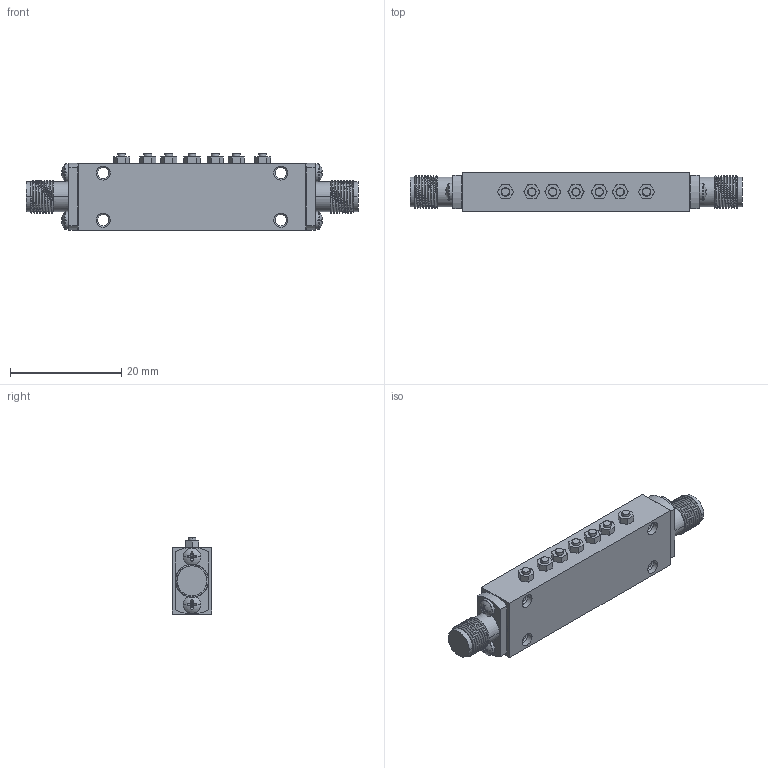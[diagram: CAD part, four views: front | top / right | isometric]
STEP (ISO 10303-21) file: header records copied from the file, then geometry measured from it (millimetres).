
FILE_DESCRIPTION (( 'STEP AP214' ), '1' );
FILE_NAME ('CF-B6-X2.STEP', '2025-10-07T18:47:40', ( '' ), ( '' ), 'SwSTEP 2.0', 'SolidWorks 2021', '' );
FILE_SCHEMA (( 'AUTOMOTIVE_DESIGN' ));
Length unit declared in the file: inch
Products named in the file (1): CF-B6-X2
Bounding box: 59.8 x 7.1 x 13.7 mm (x, y, z)
Volume: 3858.1 mm3; surface area: 2963.8 mm2
Topology: 1 solids, 16 shells, 603 faces, 1482 edges, 928 vertices
Faces by surface type: plane 203, cone 188, cylinder 160, bspline 28, torus 16, sphere 8
Entity records: 29873 total; most frequent: CARTESIAN_POINT 8012, ORIENTED_EDGE 2964, DIRECTION 2842, EDGE_CURVE 1482, AXIS2_PLACEMENT_3D 1096, VERTEX_POINT 928, EDGE_LOOP 662, LINE 650
